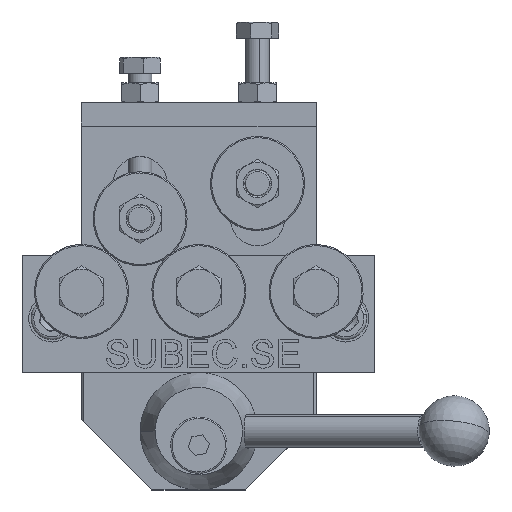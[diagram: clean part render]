
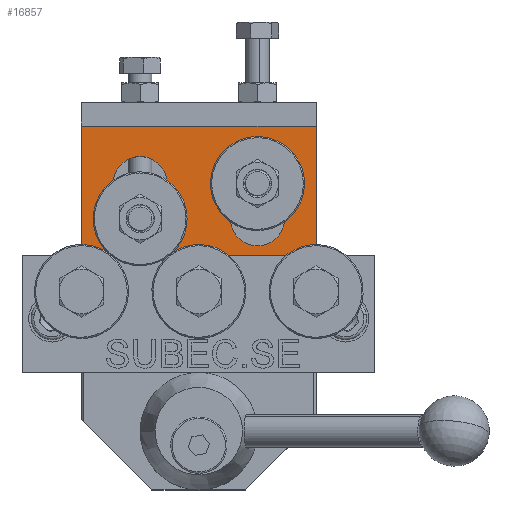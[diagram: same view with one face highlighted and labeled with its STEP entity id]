
A CAD part, top view. The second image highlights one B-rep face of the part: STEP entity #16857.
In plain terms, the highlighted face is planar.
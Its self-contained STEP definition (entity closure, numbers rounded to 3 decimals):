
#718 = ORIENTED_EDGE ( 'NONE', *, *, #11385, .T. ) ;
#727 = DIRECTION ( 'NONE',  ( 0., 0., -1. ) ) ;
#739 = VERTEX_POINT ( 'NONE', #24457 ) ;
#1268 = EDGE_CURVE ( 'NONE', #3344, #739, #5371, .T. ) ;
#1280 = DIRECTION ( 'NONE',  ( 0., 0., -1. ) ) ;
#1417 = CARTESIAN_POINT ( 'NONE',  ( -50., 0., -55. ) ) ;
#1459 = ORIENTED_EDGE ( 'NONE', *, *, #20431, .T. ) ;
#1663 = CIRCLE ( 'NONE', #16322, 11.5 ) ;
#1820 = ORIENTED_EDGE ( 'NONE', *, *, #21678, .F. ) ;
#1907 = ORIENTED_EDGE ( 'NONE', *, *, #21957, .F. ) ;
#2219 = EDGE_LOOP ( 'NONE', ( #13428, #1907, #4872, #11619, #11028 ) ) ;
#2795 = VECTOR ( 'NONE', #10840, 1000. ) ;
#2847 = CARTESIAN_POINT ( 'NONE',  ( 50., 0., -55. ) ) ;
#3344 = VERTEX_POINT ( 'NONE', #3620 ) ;
#3620 = CARTESIAN_POINT ( 'NONE',  ( -50., 0., 0. ) ) ;
#3664 = DIRECTION ( 'NONE',  ( 0., 0., 1. ) ) ;
#4232 = CARTESIAN_POINT ( 'NONE',  ( 50., 0., -55. ) ) ;
#4602 = VECTOR ( 'NONE', #727, 1000. ) ;
#4872 = ORIENTED_EDGE ( 'NONE', *, *, #16257, .T. ) ;
#5021 = CARTESIAN_POINT ( 'NONE',  ( -13.5, 0., -24.5 ) ) ;
#5051 = CARTESIAN_POINT ( 'NONE',  ( -13.5, 0., -24.5 ) ) ;
#5076 = CARTESIAN_POINT ( 'NONE',  ( 25., 0., -39.5 ) ) ;
#5238 = CARTESIAN_POINT ( 'NONE',  ( -50., 0., -55. ) ) ;
#5371 = LINE ( 'NONE', #11396, #11055 ) ;
#5484 = DIRECTION ( 'NONE',  ( 0., -1., 0. ) ) ;
#5599 = VERTEX_POINT ( 'NONE', #24616 ) ;
#5691 = CIRCLE ( 'NONE', #19937, 11.5 ) ;
#5767 = EDGE_CURVE ( 'NONE', #15617, #23736, #7795, .T. ) ;
#5810 = VECTOR ( 'NONE', #8755, 1000. ) ;
#5874 = DIRECTION ( 'NONE',  ( 0., 0., -1. ) ) ;
#6080 = DIRECTION ( 'NONE',  ( 1., 0., 0. ) ) ;
#6142 = EDGE_LOOP ( 'NONE', ( #20174, #1820, #718, #14027, #13093 ) ) ;
#6208 = CARTESIAN_POINT ( 'NONE',  ( -50., 0., -55. ) ) ;
#6254 = AXIS2_PLACEMENT_3D ( 'NONE', #19266, #15564, #1280 ) ;
#6424 = CARTESIAN_POINT ( 'NONE',  ( 25., 0., -24.5 ) ) ;
#6616 = LINE ( 'NONE', #6208, #21644 ) ;
#6931 = CIRCLE ( 'NONE', #10276, 11.5 ) ;
#7106 = VECTOR ( 'NONE', #3664, 1000. ) ;
#7337 = CARTESIAN_POINT ( 'NONE',  ( 13.5, 0., -39.5 ) ) ;
#7450 = CARTESIAN_POINT ( 'NONE',  ( 25., 0., -39.5 ) ) ;
#7465 = DIRECTION ( 'NONE',  ( 1., 0., 0. ) ) ;
#7771 = AXIS2_PLACEMENT_3D ( 'NONE', #25045, #16788, #10846 ) ;
#7795 = CIRCLE ( 'NONE', #25410, 11.5 ) ;
#7907 = CARTESIAN_POINT ( 'NONE',  ( 25., 0., -51. ) ) ;
#7965 = LINE ( 'NONE', #21882, #16728 ) ;
#8588 = LINE ( 'NONE', #5051, #4602 ) ;
#8755 = DIRECTION ( 'NONE',  ( 0., 0., 1. ) ) ;
#9360 = EDGE_CURVE ( 'NONE', #22035, #5599, #7965, .T. ) ;
#9789 = PLANE ( 'NONE',  #22106 ) ;
#9814 = LINE ( 'NONE', #5238, #7106 ) ;
#9815 = DIRECTION ( 'NONE',  ( 0., 0., -1. ) ) ;
#9869 = CIRCLE ( 'NONE', #7771, 11.5 ) ;
#10276 = AXIS2_PLACEMENT_3D ( 'NONE', #6424, #20353, #18256 ) ;
#10297 = VERTEX_POINT ( 'NONE', #4232 ) ;
#10384 = VERTEX_POINT ( 'NONE', #7907 ) ;
#10460 = CIRCLE ( 'NONE', #6254, 11.5 ) ;
#10840 = DIRECTION ( 'NONE',  ( 0., 0., -1. ) ) ;
#10846 = DIRECTION ( 'NONE',  ( 0., 0., -1. ) ) ;
#11028 = ORIENTED_EDGE ( 'NONE', *, *, #15097, .F. ) ;
#11055 = VECTOR ( 'NONE', #7465, 1000. ) ;
#11385 = EDGE_CURVE ( 'NONE', #23470, #17399, #20838, .T. ) ;
#11396 = CARTESIAN_POINT ( 'NONE',  ( -50., 0., 0. ) ) ;
#11619 = ORIENTED_EDGE ( 'NONE', *, *, #5767, .F. ) ;
#11644 = LINE ( 'NONE', #23850, #14485 ) ;
#12818 = ORIENTED_EDGE ( 'NONE', *, *, #16016, .T. ) ;
#12822 = CARTESIAN_POINT ( 'NONE',  ( 36.5, 0., -24.5 ) ) ;
#13093 = ORIENTED_EDGE ( 'NONE', *, *, #24781, .F. ) ;
#13428 = ORIENTED_EDGE ( 'NONE', *, *, #9360, .F. ) ;
#14027 = ORIENTED_EDGE ( 'NONE', *, *, #22127, .F. ) ;
#14058 = CARTESIAN_POINT ( 'NONE',  ( 36.5, 0., -39.5 ) ) ;
#14485 = VECTOR ( 'NONE', #5874, 1000. ) ;
#14612 = EDGE_CURVE ( 'NONE', #18280, #3344, #9814, .T. ) ;
#14677 = DIRECTION ( 'NONE',  ( 0., -1., 0. ) ) ;
#15097 = EDGE_CURVE ( 'NONE', #5599, #15617, #10460, .T. ) ;
#15185 = FACE_BOUND ( 'NONE', #2219, .T. ) ;
#15452 = DIRECTION ( 'NONE',  ( 0., -1., 0. ) ) ;
#15564 = DIRECTION ( 'NONE',  ( 0., -1., 0. ) ) ;
#15617 = VERTEX_POINT ( 'NONE', #16284 ) ;
#16016 = EDGE_CURVE ( 'NONE', #10297, #739, #19138, .T. ) ;
#16257 = EDGE_CURVE ( 'NONE', #16495, #23736, #8588, .T. ) ;
#16284 = CARTESIAN_POINT ( 'NONE',  ( -25., 0., -51. ) ) ;
#16322 = AXIS2_PLACEMENT_3D ( 'NONE', #5076, #15452, #25293 ) ;
#16495 = VERTEX_POINT ( 'NONE', #5021 ) ;
#16538 = ORIENTED_EDGE ( 'NONE', *, *, #14612, .F. ) ;
#16728 = VECTOR ( 'NONE', #9815, 1000. ) ;
#16760 = ORIENTED_EDGE ( 'NONE', *, *, #1268, .F. ) ;
#16788 = DIRECTION ( 'NONE',  ( 0., -1., 0. ) ) ;
#16857 = ADVANCED_FACE ( 'NONE', ( #25170, #15185, #23184 ), #9789, .T. ) ;
#17399 = VERTEX_POINT ( 'NONE', #14058 ) ;
#18256 = DIRECTION ( 'NONE',  ( 0., 0., -1. ) ) ;
#18280 = VERTEX_POINT ( 'NONE', #22977 ) ;
#19138 = LINE ( 'NONE', #2847, #5810 ) ;
#19266 = CARTESIAN_POINT ( 'NONE',  ( -25., 0., -39.5 ) ) ;
#19777 = DIRECTION ( 'NONE',  ( 0., 0., -1. ) ) ;
#19924 = EDGE_CURVE ( 'NONE', #24300, #20863, #11644, .T. ) ;
#19937 = AXIS2_PLACEMENT_3D ( 'NONE', #7450, #5484, #19777 ) ;
#20174 = ORIENTED_EDGE ( 'NONE', *, *, #19924, .F. ) ;
#20353 = DIRECTION ( 'NONE',  ( 0., -1., 0. ) ) ;
#20431 = EDGE_CURVE ( 'NONE', #18280, #10297, #6616, .T. ) ;
#20838 = LINE ( 'NONE', #12822, #2795 ) ;
#20863 = VERTEX_POINT ( 'NONE', #7337 ) ;
#21644 = VECTOR ( 'NONE', #6080, 1000. ) ;
#21678 = EDGE_CURVE ( 'NONE', #23470, #24300, #6931, .T. ) ;
#21749 = CARTESIAN_POINT ( 'NONE',  ( 36.5, 0., -24.5 ) ) ;
#21882 = CARTESIAN_POINT ( 'NONE',  ( -36.5, 0., -24.5 ) ) ;
#21957 = EDGE_CURVE ( 'NONE', #16495, #22035, #9869, .T. ) ;
#22035 = VERTEX_POINT ( 'NONE', #22935 ) ;
#22106 = AXIS2_PLACEMENT_3D ( 'NONE', #1417, #23835, #25669 ) ;
#22127 = EDGE_CURVE ( 'NONE', #10384, #17399, #5691, .T. ) ;
#22672 = CARTESIAN_POINT ( 'NONE',  ( -25., 0., -39.5 ) ) ;
#22935 = CARTESIAN_POINT ( 'NONE',  ( -36.5, 0., -24.5 ) ) ;
#22977 = CARTESIAN_POINT ( 'NONE',  ( -50., 0., -55. ) ) ;
#23184 = FACE_OUTER_BOUND ( 'NONE', #23414, .T. ) ;
#23414 = EDGE_LOOP ( 'NONE', ( #16760, #16538, #1459, #12818 ) ) ;
#23470 = VERTEX_POINT ( 'NONE', #21749 ) ;
#23736 = VERTEX_POINT ( 'NONE', #24884 ) ;
#23835 = DIRECTION ( 'NONE',  ( 0., -1., 0. ) ) ;
#23850 = CARTESIAN_POINT ( 'NONE',  ( 13.5, 0., -24.5 ) ) ;
#24029 = CARTESIAN_POINT ( 'NONE',  ( 13.5, 0., -24.5 ) ) ;
#24300 = VERTEX_POINT ( 'NONE', #24029 ) ;
#24457 = CARTESIAN_POINT ( 'NONE',  ( 50., 0., 0. ) ) ;
#24616 = CARTESIAN_POINT ( 'NONE',  ( -36.5, 0., -39.5 ) ) ;
#24781 = EDGE_CURVE ( 'NONE', #20863, #10384, #1663, .T. ) ;
#24884 = CARTESIAN_POINT ( 'NONE',  ( -13.5, 0., -39.5 ) ) ;
#24921 = DIRECTION ( 'NONE',  ( 0., 0., -1. ) ) ;
#25045 = CARTESIAN_POINT ( 'NONE',  ( -25., 0., -24.5 ) ) ;
#25170 = FACE_BOUND ( 'NONE', #6142, .T. ) ;
#25293 = DIRECTION ( 'NONE',  ( 0., 0., -1. ) ) ;
#25410 = AXIS2_PLACEMENT_3D ( 'NONE', #22672, #14677, #24921 ) ;
#25669 = DIRECTION ( 'NONE',  ( 0., 0., -1. ) ) ;
